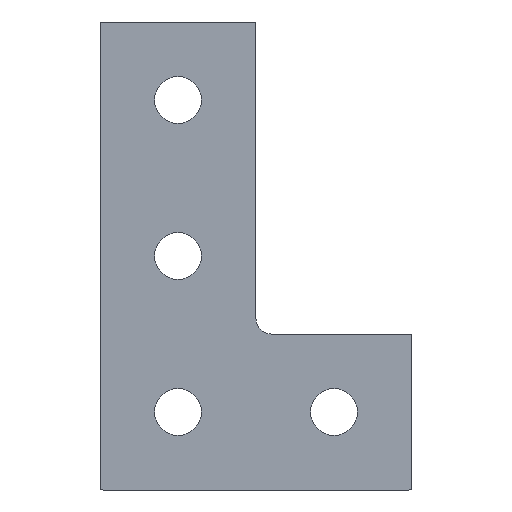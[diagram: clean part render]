
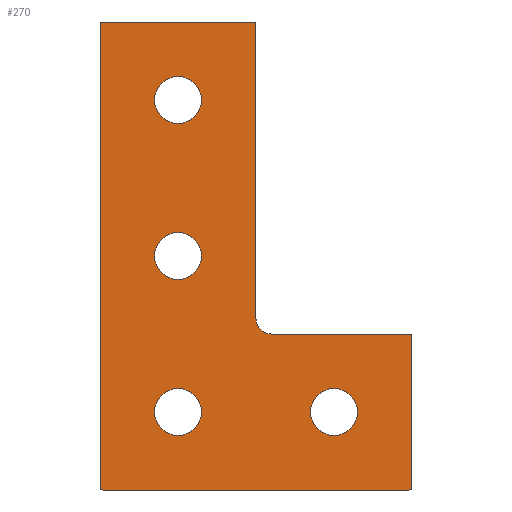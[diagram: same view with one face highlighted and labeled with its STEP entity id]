
A CAD part, left-side view. The second image highlights one B-rep face of the part: STEP entity #270.
In plain terms, the highlighted planar face has unit normal (-1, 0, 0).
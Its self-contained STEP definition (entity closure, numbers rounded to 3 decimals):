
#27=CARTESIAN_POINT('',(148.971,255.462,15.));
#28=DIRECTION('',(1.,0.,0.));
#29=DIRECTION('',(0.,-1.,0.));
#30=AXIS2_PLACEMENT_3D('',#27,#28,#29);
#31=PLANE('',#30);
#32=CARTESIAN_POINT('',(148.971,255.462,39.8));
#33=VERTEX_POINT('',#32);
#34=CARTESIAN_POINT('',(148.971,255.462,21.));
#35=VERTEX_POINT('',#34);
#36=CARTESIAN_POINT('',(148.971,255.462,39.8));
#37=DIRECTION('',(0.,0.,-1.));
#38=VECTOR('',#37,18.8);
#39=LINE('',#36,#38);
#40=EDGE_CURVE('',#33,#35,#39,.T.);
#41=ORIENTED_EDGE('',*,*,#40,.F.);
#42=CARTESIAN_POINT('',(148.971,255.52,39.941));
#43=VERTEX_POINT('',#42);
#44=CARTESIAN_POINT('',(148.971,255.662,39.8));
#45=DIRECTION('',(1.,0.,0.));
#46=DIRECTION('',(0.,0.,-1.));
#47=AXIS2_PLACEMENT_3D('',#44,#45,#46);
#48=CIRCLE('',#47,0.2);
#49=EDGE_CURVE('',#43,#33,#48,.T.);
#50=ORIENTED_EDGE('',*,*,#49,.F.);
#51=CARTESIAN_POINT('',(148.971,255.662,40.));
#52=VERTEX_POINT('',#51);
#53=CARTESIAN_POINT('',(148.971,255.662,39.8));
#54=DIRECTION('',(1.,0.,0.));
#55=DIRECTION('',(0.,0.,-1.));
#56=AXIS2_PLACEMENT_3D('',#53,#54,#55);
#57=CIRCLE('',#56,0.2);
#58=EDGE_CURVE('',#52,#43,#57,.T.);
#59=ORIENTED_EDGE('',*,*,#58,.F.);
#60=CARTESIAN_POINT('',(148.971,265.262,40.));
#61=VERTEX_POINT('',#60);
#62=CARTESIAN_POINT('',(148.971,265.262,40.));
#63=DIRECTION('',(-0.,-1.,-0.));
#64=VECTOR('',#63,9.6);
#65=LINE('',#62,#64);
#66=EDGE_CURVE('',#61,#52,#65,.T.);
#67=ORIENTED_EDGE('',*,*,#66,.F.);
#68=CARTESIAN_POINT('',(148.971,265.403,39.941));
#69=VERTEX_POINT('',#68);
#70=CARTESIAN_POINT('',(148.971,265.262,39.8));
#71=DIRECTION('',(1.,0.,0.));
#72=DIRECTION('',(0.,0.,-1.));
#73=AXIS2_PLACEMENT_3D('',#70,#71,#72);
#74=CIRCLE('',#73,0.2);
#75=EDGE_CURVE('',#69,#61,#74,.T.);
#76=ORIENTED_EDGE('',*,*,#75,.F.);
#77=CARTESIAN_POINT('',(148.971,265.462,39.8));
#78=VERTEX_POINT('',#77);
#79=CARTESIAN_POINT('',(148.971,265.262,39.8));
#80=DIRECTION('',(1.,0.,0.));
#81=DIRECTION('',(0.,0.,-1.));
#82=AXIS2_PLACEMENT_3D('',#79,#80,#81);
#83=CIRCLE('',#82,0.2);
#84=EDGE_CURVE('',#78,#69,#83,.T.);
#85=ORIENTED_EDGE('',*,*,#84,.F.);
#86=CARTESIAN_POINT('',(148.971,265.462,10.2));
#87=VERTEX_POINT('',#86);
#88=CARTESIAN_POINT('',(148.971,265.462,10.2));
#89=DIRECTION('',(-0.,-0.,1.));
#90=VECTOR('',#89,29.6);
#91=LINE('',#88,#90);
#92=EDGE_CURVE('',#87,#78,#91,.T.);
#93=ORIENTED_EDGE('',*,*,#92,.F.);
#94=CARTESIAN_POINT('',(148.971,265.403,10.059));
#95=VERTEX_POINT('',#94);
#96=CARTESIAN_POINT('',(148.971,265.262,10.2));
#97=DIRECTION('',(1.,-0.,-0.));
#98=DIRECTION('',(0.,0.,1.));
#99=AXIS2_PLACEMENT_3D('',#96,#97,#98);
#100=CIRCLE('',#99,0.2);
#101=EDGE_CURVE('',#95,#87,#100,.T.);
#102=ORIENTED_EDGE('',*,*,#101,.F.);
#103=CARTESIAN_POINT('',(148.971,265.262,10.));
#104=VERTEX_POINT('',#103);
#105=CARTESIAN_POINT('',(148.971,265.262,10.2));
#106=DIRECTION('',(1.,-0.,-0.));
#107=DIRECTION('',(0.,0.,1.));
#108=AXIS2_PLACEMENT_3D('',#105,#106,#107);
#109=CIRCLE('',#108,0.2);
#110=EDGE_CURVE('',#104,#95,#109,.T.);
#111=ORIENTED_EDGE('',*,*,#110,.F.);
#112=CARTESIAN_POINT('',(148.971,245.662,10.));
#113=VERTEX_POINT('',#112);
#114=CARTESIAN_POINT('',(148.971,245.662,10.));
#115=DIRECTION('',(0.,1.,0.));
#116=VECTOR('',#115,19.6);
#117=LINE('',#114,#116);
#118=EDGE_CURVE('',#113,#104,#117,.T.);
#119=ORIENTED_EDGE('',*,*,#118,.F.);
#120=CARTESIAN_POINT('',(148.971,245.52,10.059));
#121=VERTEX_POINT('',#120);
#122=CARTESIAN_POINT('',(148.971,245.662,10.2));
#123=DIRECTION('',(1.,0.,0.));
#124=DIRECTION('',(0.,0.,-1.));
#125=AXIS2_PLACEMENT_3D('',#122,#123,#124);
#126=CIRCLE('',#125,0.2);
#127=EDGE_CURVE('',#121,#113,#126,.T.);
#128=ORIENTED_EDGE('',*,*,#127,.F.);
#129=CARTESIAN_POINT('',(148.971,245.462,10.2));
#130=VERTEX_POINT('',#129);
#131=CARTESIAN_POINT('',(148.971,245.662,10.2));
#132=DIRECTION('',(1.,0.,0.));
#133=DIRECTION('',(0.,0.,-1.));
#134=AXIS2_PLACEMENT_3D('',#131,#132,#133);
#135=CIRCLE('',#134,0.2);
#136=EDGE_CURVE('',#130,#121,#135,.T.);
#137=ORIENTED_EDGE('',*,*,#136,.F.);
#138=CARTESIAN_POINT('',(148.971,245.462,19.8));
#139=VERTEX_POINT('',#138);
#140=CARTESIAN_POINT('',(148.971,245.462,19.8));
#141=DIRECTION('',(0.,0.,-1.));
#142=VECTOR('',#141,9.6);
#143=LINE('',#140,#142);
#144=EDGE_CURVE('',#139,#130,#143,.T.);
#145=ORIENTED_EDGE('',*,*,#144,.F.);
#146=CARTESIAN_POINT('',(148.971,245.52,19.941));
#147=VERTEX_POINT('',#146);
#148=CARTESIAN_POINT('',(148.971,245.662,19.8));
#149=DIRECTION('',(1.,0.,0.));
#150=DIRECTION('',(0.,0.,-1.));
#151=AXIS2_PLACEMENT_3D('',#148,#149,#150);
#152=CIRCLE('',#151,0.2);
#153=EDGE_CURVE('',#147,#139,#152,.T.);
#154=ORIENTED_EDGE('',*,*,#153,.F.);
#155=CARTESIAN_POINT('',(148.971,245.662,20.));
#156=VERTEX_POINT('',#155);
#157=CARTESIAN_POINT('',(148.971,245.662,19.8));
#158=DIRECTION('',(1.,0.,0.));
#159=DIRECTION('',(0.,0.,-1.));
#160=AXIS2_PLACEMENT_3D('',#157,#158,#159);
#161=CIRCLE('',#160,0.2);
#162=EDGE_CURVE('',#156,#147,#161,.T.);
#163=ORIENTED_EDGE('',*,*,#162,.F.);
#164=CARTESIAN_POINT('',(148.971,254.462,20.));
#165=VERTEX_POINT('',#164);
#166=CARTESIAN_POINT('',(148.971,254.462,20.));
#167=DIRECTION('',(-0.,-1.,-0.));
#168=VECTOR('',#167,8.8);
#169=LINE('',#166,#168);
#170=EDGE_CURVE('',#165,#156,#169,.T.);
#171=ORIENTED_EDGE('',*,*,#170,.F.);
#172=CARTESIAN_POINT('',(148.971,255.169,20.293));
#173=VERTEX_POINT('',#172);
#174=CARTESIAN_POINT('',(148.971,254.462,21.));
#175=DIRECTION('',(-1.,-0.,-0.));
#176=DIRECTION('',(0.,0.,-1.));
#177=AXIS2_PLACEMENT_3D('',#174,#175,#176);
#178=CIRCLE('',#177,1.);
#179=EDGE_CURVE('',#173,#165,#178,.T.);
#180=ORIENTED_EDGE('',*,*,#179,.F.);
#181=CARTESIAN_POINT('',(148.971,254.462,21.));
#182=DIRECTION('',(-1.,-0.,-0.));
#183=DIRECTION('',(0.,0.,-1.));
#184=AXIS2_PLACEMENT_3D('',#181,#182,#183);
#185=CIRCLE('',#184,1.);
#186=EDGE_CURVE('',#35,#173,#185,.T.);
#187=ORIENTED_EDGE('',*,*,#186,.F.);
#188=EDGE_LOOP('',(#41,#50,#59,#67,#76,#85,#93,#102,#111,#119,#128,#137,#145,#154,#163,#171,#180,#187));
#189=FACE_BOUND('',#188,.T.);
#190=CARTESIAN_POINT('',(148.971,261.962,25.));
#191=VERTEX_POINT('',#190);
#192=CARTESIAN_POINT('',(148.971,260.462,23.5));
#193=VERTEX_POINT('',#192);
#194=CARTESIAN_POINT('',(148.971,260.462,25.));
#195=DIRECTION('',(-1.,-0.,-0.));
#196=DIRECTION('',(0.,0.,-1.));
#197=AXIS2_PLACEMENT_3D('',#194,#195,#196);
#198=CIRCLE('',#197,1.5);
#199=EDGE_CURVE('',#191,#193,#198,.T.);
#200=ORIENTED_EDGE('',*,*,#199,.F.);
#201=CARTESIAN_POINT('',(148.971,260.462,25.));
#202=DIRECTION('',(-1.,-0.,-0.));
#203=DIRECTION('',(0.,0.,-1.));
#204=AXIS2_PLACEMENT_3D('',#201,#202,#203);
#205=CIRCLE('',#204,1.5);
#206=EDGE_CURVE('',#193,#191,#205,.T.);
#207=ORIENTED_EDGE('',*,*,#206,.F.);
#208=EDGE_LOOP('',(#200,#207));
#209=FACE_BOUND('',#208,.T.);
#210=CARTESIAN_POINT('',(148.971,261.962,35.));
#211=VERTEX_POINT('',#210);
#212=CARTESIAN_POINT('',(148.971,260.462,33.5));
#213=VERTEX_POINT('',#212);
#214=CARTESIAN_POINT('',(148.971,260.462,35.));
#215=DIRECTION('',(-1.,-0.,-0.));
#216=DIRECTION('',(0.,0.,-1.));
#217=AXIS2_PLACEMENT_3D('',#214,#215,#216);
#218=CIRCLE('',#217,1.5);
#219=EDGE_CURVE('',#211,#213,#218,.T.);
#220=ORIENTED_EDGE('',*,*,#219,.F.);
#221=CARTESIAN_POINT('',(148.971,260.462,35.));
#222=DIRECTION('',(-1.,-0.,-0.));
#223=DIRECTION('',(0.,0.,-1.));
#224=AXIS2_PLACEMENT_3D('',#221,#222,#223);
#225=CIRCLE('',#224,1.5);
#226=EDGE_CURVE('',#213,#211,#225,.T.);
#227=ORIENTED_EDGE('',*,*,#226,.F.);
#228=EDGE_LOOP('',(#220,#227));
#229=FACE_BOUND('',#228,.T.);
#230=CARTESIAN_POINT('',(148.971,251.962,15.));
#231=VERTEX_POINT('',#230);
#232=CARTESIAN_POINT('',(148.971,250.462,13.5));
#233=VERTEX_POINT('',#232);
#234=CARTESIAN_POINT('',(148.971,250.462,15.));
#235=DIRECTION('',(-1.,-0.,-0.));
#236=DIRECTION('',(0.,0.,-1.));
#237=AXIS2_PLACEMENT_3D('',#234,#235,#236);
#238=CIRCLE('',#237,1.5);
#239=EDGE_CURVE('',#231,#233,#238,.T.);
#240=ORIENTED_EDGE('',*,*,#239,.F.);
#241=CARTESIAN_POINT('',(148.971,250.462,15.));
#242=DIRECTION('',(-1.,-0.,-0.));
#243=DIRECTION('',(0.,0.,-1.));
#244=AXIS2_PLACEMENT_3D('',#241,#242,#243);
#245=CIRCLE('',#244,1.5);
#246=EDGE_CURVE('',#233,#231,#245,.T.);
#247=ORIENTED_EDGE('',*,*,#246,.F.);
#248=EDGE_LOOP('',(#240,#247));
#249=FACE_BOUND('',#248,.T.);
#250=CARTESIAN_POINT('',(148.971,261.962,15.));
#251=VERTEX_POINT('',#250);
#252=CARTESIAN_POINT('',(148.971,260.462,13.5));
#253=VERTEX_POINT('',#252);
#254=CARTESIAN_POINT('',(148.971,260.462,15.));
#255=DIRECTION('',(-1.,-0.,-0.));
#256=DIRECTION('',(0.,0.,-1.));
#257=AXIS2_PLACEMENT_3D('',#254,#255,#256);
#258=CIRCLE('',#257,1.5);
#259=EDGE_CURVE('',#251,#253,#258,.T.);
#260=ORIENTED_EDGE('',*,*,#259,.F.);
#261=CARTESIAN_POINT('',(148.971,260.462,15.));
#262=DIRECTION('',(-1.,-0.,-0.));
#263=DIRECTION('',(0.,0.,-1.));
#264=AXIS2_PLACEMENT_3D('',#261,#262,#263);
#265=CIRCLE('',#264,1.5);
#266=EDGE_CURVE('',#253,#251,#265,.T.);
#267=ORIENTED_EDGE('',*,*,#266,.F.);
#268=EDGE_LOOP('',(#260,#267));
#269=FACE_BOUND('',#268,.T.);
#270=ADVANCED_FACE('',(#189,#209,#229,#249,#269),#31,.F.);
